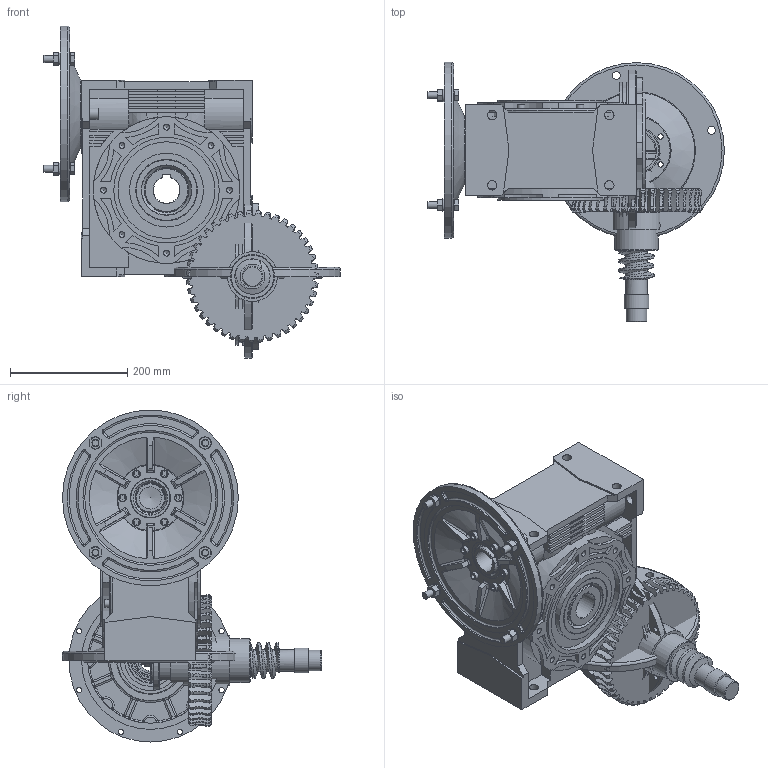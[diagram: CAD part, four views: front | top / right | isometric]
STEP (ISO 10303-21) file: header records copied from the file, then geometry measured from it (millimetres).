
FILE_DESCRIPTION( ( 'Unknown' ), '1' );
FILE_NAME( 'RV130.stp', 'Unknown', ( 'Unknown' ), ( 'Unknown' ), 'PSStep 10.1', 'Unknown', ' ' );
FILE_SCHEMA( ( 'AUTOMOTIVE_DESIGN { 1 0 10303 214 1 1 1 1 }' ) );
Length unit declared in the file: millimetre
Products named in the file (33): Assem1; Corpo_130; Vite_130; Cu-rrs 6015; Corona_130; Flangia_laterale_130; Flangia_130; Or OR6895; SM-F 75x105x10; SM-F 75x105x10-oa0; V-tcei M  8 x 20; Cu-rco 30207; Cu-rco 32010; Anello-elastico-chiuso  72; Or OR3300; V-tcei M  8 x 25; SM-F  50x68x8; Tappo_130; V-te M 12 x 45; V-te M 12 x 45-oa1; V-te M 12 x 45-oa2; V-te M 12 x 45-oa3; r-ela M 12; r-ela M 12-oa4; r-ela M 12-oa5; r-ela M 12-oa6; D-en M 12; D-en M 12-oa7; D-en M 12-oa8; D-en M 12-oa9
Bounding box: 506.3 x 442 x 566.5 mm (x, y, z)
Volume: 16253203.3 mm3; surface area: 3140727.3 mm2
Topology: 77 solids, 84 shells, 3511 faces, 9030 edges, 5819 vertices
Faces by surface type: plane 1298, cylinder 1200, cone 504, torus 325, bspline 160, sphere 24
Full cylindrical faces by diameter (mm): 2.5 x4, 6.647 x52, 8 x16, 9 x28, 10.106 x64, 12 x16, 13 x16, 13.5 x8, 15 x8, 16 x24, 35 x4, 37 x16, 42 x2, 43.4 x2, 50 x4, 51.8 x2, 55 x2, 55.2 x2, 57 x2, 57.8 x2, 63.6 x2, 64 x2, 64.4 x2, 65.6 x2, 66.667 x2, 68 x4, 72 x8, 72.2 x2, 75 x9, 76 x2
Entity records: 67737 total; most frequent: CARTESIAN_POINT 16024, DIRECTION 8097, ORIENTED_EDGE 7806, EDGE_CURVE 3903, AXIS2_PLACEMENT_3D 3314, VERTEX_POINT 2687, EDGE_LOOP 2089, FACE_OUTER_BOUND 1843
